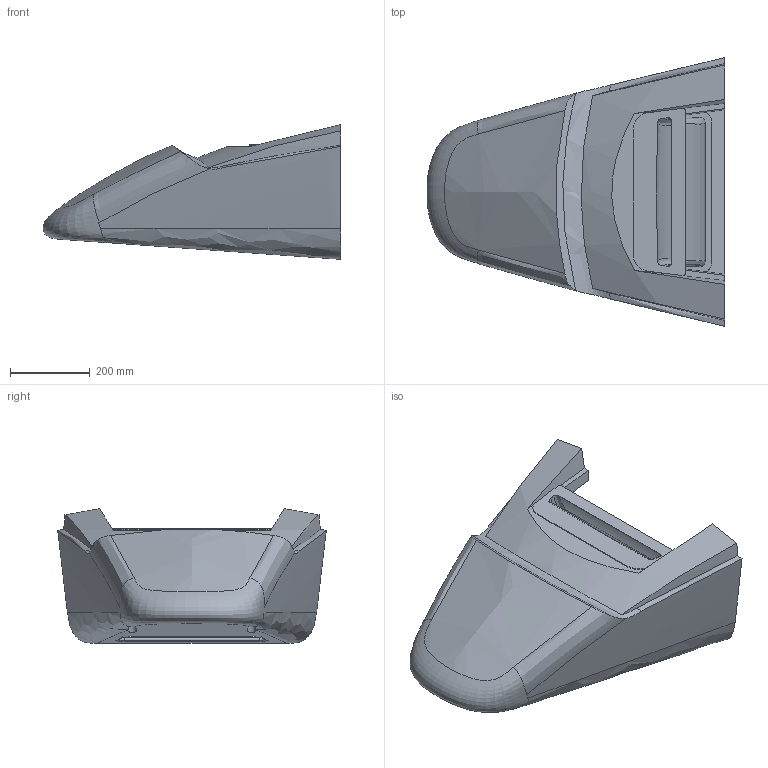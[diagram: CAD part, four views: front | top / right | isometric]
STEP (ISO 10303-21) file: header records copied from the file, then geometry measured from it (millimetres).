
FILE_DESCRIPTION(/* description */ (''),/* implementation_level */ '2;1');
FILE_NAME(/* name */ 'fp_nose_cone_assy',/* time_stamp */ '2017-12-12T21:35:05+09:00',/* author */ (''),/* organization */ (''),/* preprocessor_version */ 'ST-DEVELOPER v15',/* originating_system */ '',/* authorisation */ '');
FILE_SCHEMA (('AUTOMOTIVE_DESIGN'));
Length unit declared in the file: millimetre
Products named in the file (1): Document
Bounding box: 749.09 x 675.32 x 338.7 mm (x, y, z)
Volume: 1178149.3 mm3; surface area: 1581331.5 mm2
Topology: 1 solids, 2 shells, 107 faces, 284 edges, 183 vertices
Faces by surface type: bspline 87, plane 20
Entity records: 16318 total; most frequent: CARTESIAN_POINT 14554, ORIENTED_EDGE 561, EDGE_CURVE 284, B_SPLINE_CURVE_WITH_KNOTS 243, VERTEX_POINT 183, EDGE_LOOP 113, ADVANCED_FACE 107, FACE_OUTER_BOUND 107
